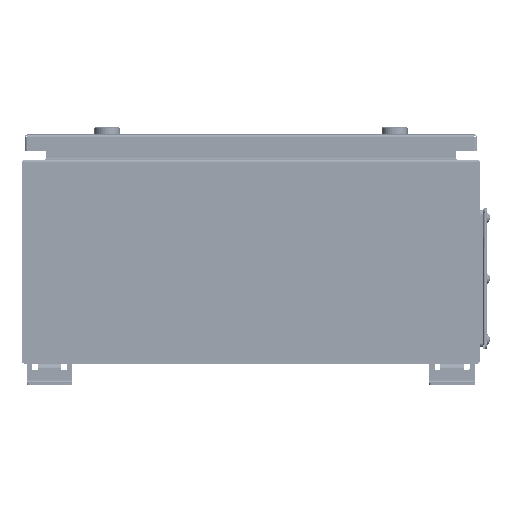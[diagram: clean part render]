
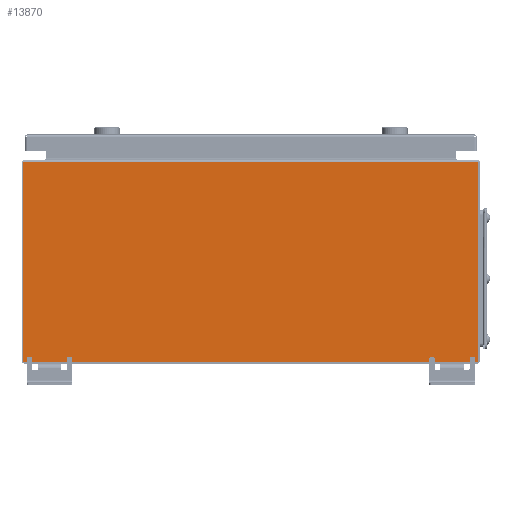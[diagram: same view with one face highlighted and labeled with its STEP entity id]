
A CAD part, left-side view. The second image highlights one B-rep face of the part: STEP entity #13870.
In plain terms, the highlighted planar face has unit normal (-1, 0, 0).
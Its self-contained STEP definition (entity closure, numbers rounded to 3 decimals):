
#582 = ORIENTED_EDGE ( 'NONE', *, *, #19825, .F. ) ;
#736 = AXIS2_PLACEMENT_3D ( 'NONE', #17072, #44801, #27574 ) ;
#4213 = AXIS2_PLACEMENT_3D ( 'NONE', #57346, #33329, #33713 ) ;
#5885 = CARTESIAN_POINT ( 'NONE',  ( -1.5, 250., 108.5 ) ) ;
#6942 = CARTESIAN_POINT ( 'NONE',  ( -1.5, 250., -108.5 ) ) ;
#7187 = PLANE ( 'NONE',  #68795 ) ;
#8854 = EDGE_CURVE ( 'NONE', #65914, #26529, #61325, .T. ) ;
#9205 = DIRECTION ( 'NONE',  ( 0., 0., 1. ) ) ;
#10662 = CARTESIAN_POINT ( 'NONE',  ( -1.5, -250., 111.5 ) ) ;
#10682 = CARTESIAN_POINT ( 'NONE',  ( -1.5, 250., 111.5 ) ) ;
#10702 = EDGE_CURVE ( 'NONE', #63244, #26529, #49491, .T. ) ;
#11038 = LINE ( 'NONE', #10662, #43628 ) ;
#12031 = EDGE_LOOP ( 'NONE', ( #582, #48483, #63226, #60893, #18656, #33422 ) ) ;
#12629 = CIRCLE ( 'NONE', #736, 3. ) ;
#13870 = ADVANCED_FACE ( 'NONE', ( #58506 ), #7187, .T. ) ;
#17072 = CARTESIAN_POINT ( 'NONE',  ( -1.5, 247., -108.5 ) ) ;
#17674 = CARTESIAN_POINT ( 'NONE',  ( -1.5, 0., 0. ) ) ;
#18656 = ORIENTED_EDGE ( 'NONE', *, *, #8854, .F. ) ;
#19825 = EDGE_CURVE ( 'NONE', #46917, #26357, #49830, .T. ) ;
#20684 = EDGE_CURVE ( 'NONE', #63244, #29244, #11038, .T. ) ;
#22266 = DIRECTION ( 'NONE',  ( 0., 0., -1. ) ) ;
#26169 = VECTOR ( 'NONE', #9205, 1000. ) ;
#26230 = CARTESIAN_POINT ( 'NONE',  ( -1.5, -247., -111.5 ) ) ;
#26357 = VERTEX_POINT ( 'NONE', #41473 ) ;
#26529 = VERTEX_POINT ( 'NONE', #5885 ) ;
#27574 = DIRECTION ( 'NONE',  ( 0., 0., 1. ) ) ;
#29244 = VERTEX_POINT ( 'NONE', #60319 ) ;
#29981 = DIRECTION ( 'NONE',  ( -1., 0., 0. ) ) ;
#30513 = CARTESIAN_POINT ( 'NONE',  ( -1.5, -250., 108.5 ) ) ;
#32612 = VECTOR ( 'NONE', #66801, 1000. ) ;
#33329 = DIRECTION ( 'NONE',  ( -1., 0., 0. ) ) ;
#33422 = ORIENTED_EDGE ( 'NONE', *, *, #65844, .T. ) ;
#33713 = DIRECTION ( 'NONE',  ( 0., 0., 1. ) ) ;
#36482 = CIRCLE ( 'NONE', #4213, 3. ) ;
#39781 = DIRECTION ( 'NONE',  ( 0., 0., 1. ) ) ;
#41473 = CARTESIAN_POINT ( 'NONE',  ( -1.5, 247., -111.5 ) ) ;
#43446 = DIRECTION ( 'NONE',  ( 0., 1., 0. ) ) ;
#43628 = VECTOR ( 'NONE', #22266, 1000. ) ;
#44801 = DIRECTION ( 'NONE',  ( -1., 0., 0. ) ) ;
#46917 = VERTEX_POINT ( 'NONE', #26230 ) ;
#48483 = ORIENTED_EDGE ( 'NONE', *, *, #64912, .T. ) ;
#49491 = LINE ( 'NONE', #72425, #32612 ) ;
#49830 = LINE ( 'NONE', #55440, #73509 ) ;
#55440 = CARTESIAN_POINT ( 'NONE',  ( -1.5, -250., -111.5 ) ) ;
#57346 = CARTESIAN_POINT ( 'NONE',  ( -1.5, -247., -108.5 ) ) ;
#58506 = FACE_OUTER_BOUND ( 'NONE', #12031, .T. ) ;
#60319 = CARTESIAN_POINT ( 'NONE',  ( -1.5, -250., -108.5 ) ) ;
#60893 = ORIENTED_EDGE ( 'NONE', *, *, #10702, .T. ) ;
#61325 = LINE ( 'NONE', #10682, #26169 ) ;
#63226 = ORIENTED_EDGE ( 'NONE', *, *, #20684, .F. ) ;
#63244 = VERTEX_POINT ( 'NONE', #30513 ) ;
#64912 = EDGE_CURVE ( 'NONE', #46917, #29244, #36482, .T. ) ;
#65844 = EDGE_CURVE ( 'NONE', #65914, #26357, #12629, .T. ) ;
#65914 = VERTEX_POINT ( 'NONE', #6942 ) ;
#66801 = DIRECTION ( 'NONE',  ( 0., 1., 0. ) ) ;
#68795 = AXIS2_PLACEMENT_3D ( 'NONE', #17674, #29981, #39781 ) ;
#72425 = CARTESIAN_POINT ( 'NONE',  ( -1.5, -250., 108.5 ) ) ;
#73509 = VECTOR ( 'NONE', #43446, 1000. ) ;
